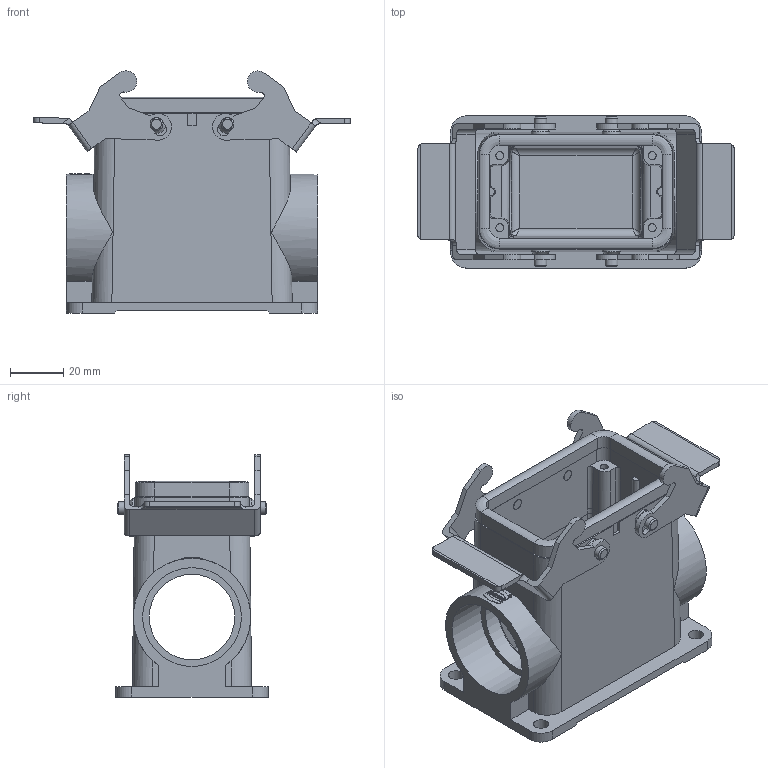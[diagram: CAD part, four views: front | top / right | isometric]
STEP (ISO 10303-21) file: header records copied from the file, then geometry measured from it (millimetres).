
FILE_DESCRIPTION((''),'2;1');
FILE_NAME('04300100272.stp','2020-07-07T14:13:27',('e.eickhoff'),(''),'Autodesk Inventor 2012','Autodesk Inventor 2012','');
FILE_SCHEMA(('AUTOMOTIVE_DESIGN { 1 0 10303 214 1 1 1 1 }'));
Length unit declared in the file: millimetre
Products named in the file (3): 04300100272; Metallbügel Quer
Assembly tree (3 placements, depth 2):
  04300100272
    04300100272
    Metallbügel Quer  x2
Bounding box: 118.55 x 57 x 90.75 mm (x, y, z)
Volume: 116723.4 mm3; surface area: 57305.7 mm2
Topology: 3 solids, 3 shells, 407 faces, 1069 edges, 695 vertices
Faces by surface type: plane 228, cylinder 147, cone 22, bspline 6, torus 4
Full cylindrical faces by diameter (mm): 3 x4, 4 x4, 4.8 x4, 5.6 x4, 7 x4, 32 x2, 37 x2
Entity records: 11873 total; most frequent: CARTESIAN_POINT 2902, DIRECTION 1858, ORIENTED_EDGE 1746, EDGE_CURVE 873, AXIS2_PLACEMENT_3D 682, VERTEX_POINT 586, VECTOR 494, LINE 494
